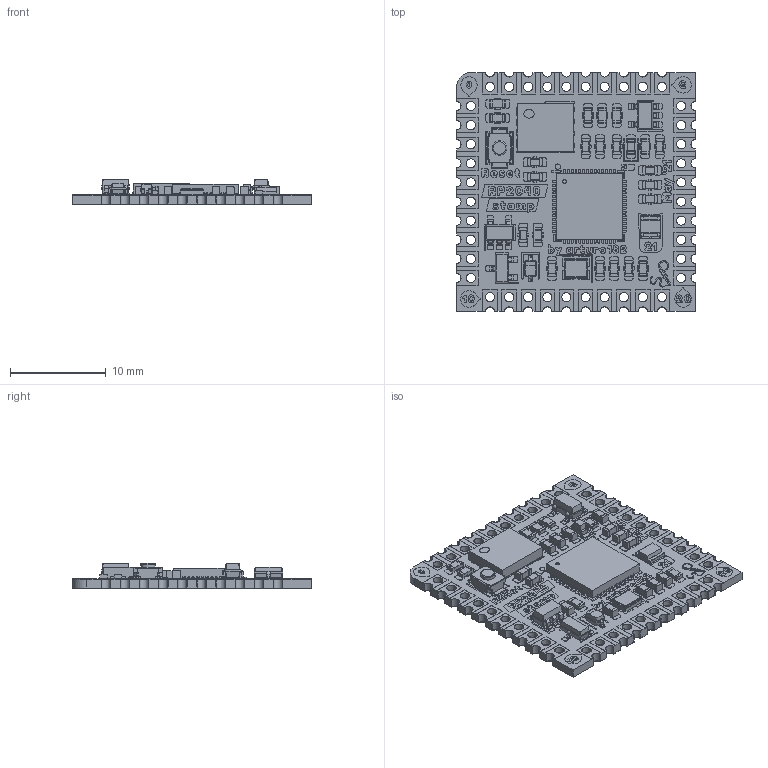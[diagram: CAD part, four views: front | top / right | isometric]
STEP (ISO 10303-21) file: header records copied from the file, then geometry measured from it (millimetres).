
FILE_DESCRIPTION(/* description */ (''),/* implementation_level */ '2;1');
FILE_NAME(/* name */ 'rp2040_stamp.step',/* time_stamp */ '2024-08-11T23:03:37+02:00',/* author */ (''),/* organization */ (''),/* preprocessor_version */ 'ST-DEVELOPER v20',/* originating_system */ 'Autodesk Translation Framework v13.14.0.145',/* authorisation */ '');
FILE_SCHEMA (('AUTOMOTIVE_DESIGN { 1 0 10303 214 3 1 1 }'));
Products named in the file (15): (Unsaved); QFN-56-1EP_7x7mm_P0.4mm_EP5.7x5.7mm; LED_0805_2012Metric; SOT-23-5; LED_0603_1608Metric; VSON-8_3.3x3.3mm_P0.65mm_NexFET; SW_SPST_B3U-1000P; SOT-23; D_SOD-323; R_0603_1608Metric; Crystal_SMD_3225-4Pin_3.2x2.5mm; C_0603_1608Metric; rp2040_stamp_copper; rp2040_stamp_silkscreen; rp2040_stamp_PCB
Assembly tree (35 placements, depth 2):
  (Unsaved)
    R_0603_1608Metric  x8
    SOT-23-5  x2
    QFN-56-1EP_7x7mm_P0.4mm_EP5.7x5.7mm
    LED_0805_2012Metric
    C_0603_1608Metric  x14
    LED_0603_1608Metric
    VSON-8_3.3x3.3mm_P0.65mm_NexFET
    SW_SPST_B3U-1000P
    SOT-23
    D_SOD-323
    Crystal_SMD_3225-4Pin_3.2x2.5mm
    rp2040_stamp_copper
    rp2040_stamp_silkscreen
    rp2040_stamp_PCB
Bounding box: 25 x 25 x 2.64 mm (x, y, z)
Volume: 692 mm3; surface area: 2999.1 mm2
Topology: 214 solids, 427 shells, 3859 faces, 14480 edges, 11265 vertices
Faces by surface type: plane 2772, cylinder 1032, bspline 21, sphere 17, torus 17
Full cylindrical faces by diameter (mm): 0.4 x1, 0.95 x40, 1 x80, 1.5 x1
Entity records: 136274 total; most frequent: CARTESIAN_POINT 26344, DIRECTION 21320, ORIENTED_EDGE 20293, EDGE_CURVE 12774, LINE 10686, VECTOR 10686, VERTEX_POINT 10163, AXIS2_PLACEMENT_3D 5317
